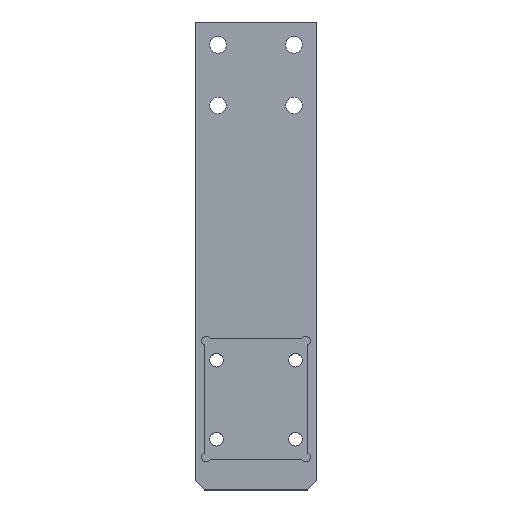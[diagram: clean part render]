
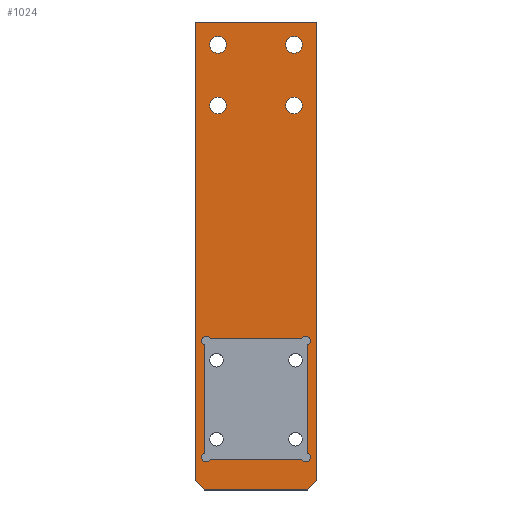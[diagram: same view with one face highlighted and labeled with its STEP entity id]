
A CAD part, top view. The second image highlights one B-rep face of the part: STEP entity #1024.
In plain terms, the highlighted planar face has unit normal (0, 0, 1).
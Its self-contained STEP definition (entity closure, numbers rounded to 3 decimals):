
#144=FACE_BOUND('',#345,.T.);
#145=FACE_BOUND('',#346,.T.);
#146=FACE_BOUND('',#347,.T.);
#147=FACE_BOUND('',#348,.T.);
#148=FACE_BOUND('',#349,.T.);
#182=CIRCLE('',#1109,2.75);
#184=CIRCLE('',#1113,2.75);
#186=CIRCLE('',#1117,2.75);
#188=CIRCLE('',#1121,2.75);
#197=CIRCLE('',#1140,1.5);
#199=CIRCLE('',#1144,1.5);
#201=CIRCLE('',#1148,1.5);
#203=CIRCLE('',#1152,1.5);
#270=FACE_OUTER_BOUND('',#344,.T.);
#344=EDGE_LOOP('',(#927,#928,#929,#930,#931,#932));
#345=EDGE_LOOP('',(#933));
#346=EDGE_LOOP('',(#934));
#347=EDGE_LOOP('',(#935));
#348=EDGE_LOOP('',(#936));
#349=EDGE_LOOP('',(#937,#938,#939,#940,#941,#942,#943,#944));
#367=LINE('',#1547,#436);
#370=LINE('',#1552,#439);
#372=LINE('',#1556,#441);
#374=LINE('',#1560,#443);
#400=LINE('',#1718,#469);
#405=LINE('',#1732,#474);
#409=LINE('',#1744,#478);
#413=LINE('',#1756,#482);
#416=LINE('',#1766,#485);
#418=LINE('',#1769,#487);
#436=VECTOR('',#1209,10.);
#439=VECTOR('',#1214,10.);
#441=VECTOR('',#1218,10.);
#443=VECTOR('',#1222,10.);
#469=VECTOR('',#1412,10.);
#474=VECTOR('',#1425,10.);
#478=VECTOR('',#1437,10.);
#482=VECTOR('',#1449,10.);
#485=VECTOR('',#1462,10.);
#487=VECTOR('',#1466,10.);
#500=VERTEX_POINT('',#1544);
#501=VERTEX_POINT('',#1546);
#502=VERTEX_POINT('',#1550);
#503=VERTEX_POINT('',#1554);
#504=VERTEX_POINT('',#1558);
#538=VERTEX_POINT('',#1663);
#540=VERTEX_POINT('',#1670);
#542=VERTEX_POINT('',#1677);
#544=VERTEX_POINT('',#1684);
#553=VERTEX_POINT('',#1716);
#554=VERTEX_POINT('',#1717);
#557=VERTEX_POINT('',#1725);
#559=VERTEX_POINT('',#1731);
#561=VERTEX_POINT('',#1737);
#563=VERTEX_POINT('',#1743);
#565=VERTEX_POINT('',#1749);
#567=VERTEX_POINT('',#1755);
#569=VERTEX_POINT('',#1765);
#587=EDGE_CURVE('',#500,#501,#367,.T.);
#590=EDGE_CURVE('',#502,#500,#370,.T.);
#592=EDGE_CURVE('',#503,#502,#372,.T.);
#594=EDGE_CURVE('',#504,#503,#374,.T.);
#646=EDGE_CURVE('',#538,#538,#182,.T.);
#649=EDGE_CURVE('',#540,#540,#184,.T.);
#652=EDGE_CURVE('',#542,#542,#186,.T.);
#655=EDGE_CURVE('',#544,#544,#188,.T.);
#668=EDGE_CURVE('',#553,#554,#400,.T.);
#672=EDGE_CURVE('',#557,#553,#197,.T.);
#675=EDGE_CURVE('',#559,#557,#405,.T.);
#678=EDGE_CURVE('',#561,#559,#199,.T.);
#681=EDGE_CURVE('',#563,#561,#409,.T.);
#684=EDGE_CURVE('',#565,#563,#201,.T.);
#687=EDGE_CURVE('',#567,#565,#413,.T.);
#690=EDGE_CURVE('',#554,#567,#203,.T.);
#692=EDGE_CURVE('',#501,#569,#416,.T.);
#694=EDGE_CURVE('',#569,#504,#418,.T.);
#927=ORIENTED_EDGE('',*,*,#587,.F.);
#928=ORIENTED_EDGE('',*,*,#590,.F.);
#929=ORIENTED_EDGE('',*,*,#592,.F.);
#930=ORIENTED_EDGE('',*,*,#594,.F.);
#931=ORIENTED_EDGE('',*,*,#694,.F.);
#932=ORIENTED_EDGE('',*,*,#692,.F.);
#933=ORIENTED_EDGE('',*,*,#646,.T.);
#934=ORIENTED_EDGE('',*,*,#649,.T.);
#935=ORIENTED_EDGE('',*,*,#652,.T.);
#936=ORIENTED_EDGE('',*,*,#655,.T.);
#937=ORIENTED_EDGE('',*,*,#668,.T.);
#938=ORIENTED_EDGE('',*,*,#690,.T.);
#939=ORIENTED_EDGE('',*,*,#687,.T.);
#940=ORIENTED_EDGE('',*,*,#684,.T.);
#941=ORIENTED_EDGE('',*,*,#681,.T.);
#942=ORIENTED_EDGE('',*,*,#678,.T.);
#943=ORIENTED_EDGE('',*,*,#675,.T.);
#944=ORIENTED_EDGE('',*,*,#672,.T.);
#970=PLANE('',#1157);
#1024=ADVANCED_FACE('',(#270,#144,#145,#146,#147,#148),#970,.T.);
#1109=AXIS2_PLACEMENT_3D('',#1665,#1345,#1346);
#1113=AXIS2_PLACEMENT_3D('',#1672,#1354,#1355);
#1117=AXIS2_PLACEMENT_3D('',#1679,#1363,#1364);
#1121=AXIS2_PLACEMENT_3D('',#1686,#1372,#1373);
#1140=AXIS2_PLACEMENT_3D('',#1726,#1418,#1419);
#1144=AXIS2_PLACEMENT_3D('',#1738,#1430,#1431);
#1148=AXIS2_PLACEMENT_3D('',#1750,#1442,#1443);
#1152=AXIS2_PLACEMENT_3D('',#1761,#1454,#1455);
#1157=AXIS2_PLACEMENT_3D('',#1770,#1467,#1468);
#1209=DIRECTION('',(-0.707,0.707,0.));
#1214=DIRECTION('',(-1.,0.,0.));
#1218=DIRECTION('',(-0.707,-0.707,0.));
#1222=DIRECTION('',(0.,-1.,0.));
#1345=DIRECTION('center_axis',(0.,0.,-1.));
#1346=DIRECTION('ref_axis',(-1.,0.,0.));
#1354=DIRECTION('center_axis',(0.,0.,-1.));
#1355=DIRECTION('ref_axis',(-1.,0.,0.));
#1363=DIRECTION('center_axis',(0.,0.,-1.));
#1364=DIRECTION('ref_axis',(-1.,0.,0.));
#1372=DIRECTION('center_axis',(0.,0.,-1.));
#1373=DIRECTION('ref_axis',(-1.,0.,0.));
#1412=DIRECTION('',(0.,1.,0.));
#1418=DIRECTION('center_axis',(0.,0.,-1.));
#1419=DIRECTION('ref_axis',(1.,0.,0.));
#1425=DIRECTION('',(-1.,0.,0.));
#1430=DIRECTION('center_axis',(0.,0.,-1.));
#1431=DIRECTION('ref_axis',(1.,0.,0.));
#1437=DIRECTION('',(0.,-1.,0.));
#1442=DIRECTION('center_axis',(0.,0.,-1.));
#1443=DIRECTION('ref_axis',(1.,0.,0.));
#1449=DIRECTION('',(1.,0.,0.));
#1454=DIRECTION('center_axis',(0.,0.,-1.));
#1455=DIRECTION('ref_axis',(1.,0.,0.));
#1462=DIRECTION('',(0.,1.,0.));
#1466=DIRECTION('',(1.,0.,0.));
#1467=DIRECTION('center_axis',(0.,0.,1.));
#1468=DIRECTION('ref_axis',(1.,0.,0.));
#1544=CARTESIAN_POINT('',(-17.,-77.,4.75));
#1546=CARTESIAN_POINT('',(-20.,-74.,4.75));
#1547=CARTESIAN_POINT('',(-32.75,-61.25,4.75));
#1550=CARTESIAN_POINT('',(17.,-77.,4.75));
#1552=CARTESIAN_POINT('',(-20.,-77.,4.75));
#1554=CARTESIAN_POINT('',(20.,-74.,4.75));
#1556=CARTESIAN_POINT('',(32.75,-61.25,4.75));
#1558=CARTESIAN_POINT('',(20.,77.,4.75));
#1560=CARTESIAN_POINT('',(20.,-77.,4.75));
#1663=CARTESIAN_POINT('',(15.25,69.5,4.75));
#1665=CARTESIAN_POINT('Origin',(12.5,69.5,4.75));
#1670=CARTESIAN_POINT('',(-9.75,49.5,4.75));
#1672=CARTESIAN_POINT('Origin',(-12.5,49.5,4.75));
#1677=CARTESIAN_POINT('',(-9.75,69.5,4.75));
#1679=CARTESIAN_POINT('Origin',(-12.5,69.5,4.75));
#1684=CARTESIAN_POINT('',(15.25,49.5,4.75));
#1686=CARTESIAN_POINT('Origin',(12.5,49.5,4.75));
#1716=CARTESIAN_POINT('',(-17.1,-64.973,4.75));
#1717=CARTESIAN_POINT('',(-17.1,-29.227,4.75));
#1718=CARTESIAN_POINT('',(-17.1,-32.487,4.75));
#1725=CARTESIAN_POINT('',(-15.073,-67.,4.75));
#1726=CARTESIAN_POINT('Origin',(-16.4,-66.3,4.75));
#1731=CARTESIAN_POINT('',(15.073,-67.,4.75));
#1732=CARTESIAN_POINT('',(7.537,-67.,4.75));
#1737=CARTESIAN_POINT('',(17.1,-64.973,4.75));
#1738=CARTESIAN_POINT('Origin',(16.4,-66.3,4.75));
#1743=CARTESIAN_POINT('',(17.1,-29.227,4.75));
#1744=CARTESIAN_POINT('',(17.1,-14.613,4.75));
#1749=CARTESIAN_POINT('',(15.073,-27.2,4.75));
#1750=CARTESIAN_POINT('Origin',(16.4,-27.9,4.75));
#1755=CARTESIAN_POINT('',(-15.073,-27.2,4.75));
#1756=CARTESIAN_POINT('',(-7.537,-27.2,4.75));
#1761=CARTESIAN_POINT('Origin',(-16.4,-27.9,4.75));
#1765=CARTESIAN_POINT('',(-20.,77.,4.75));
#1766=CARTESIAN_POINT('',(-20.,77.,4.75));
#1769=CARTESIAN_POINT('',(20.,77.,4.75));
#1770=CARTESIAN_POINT('Origin',(0.,0.,4.75));
